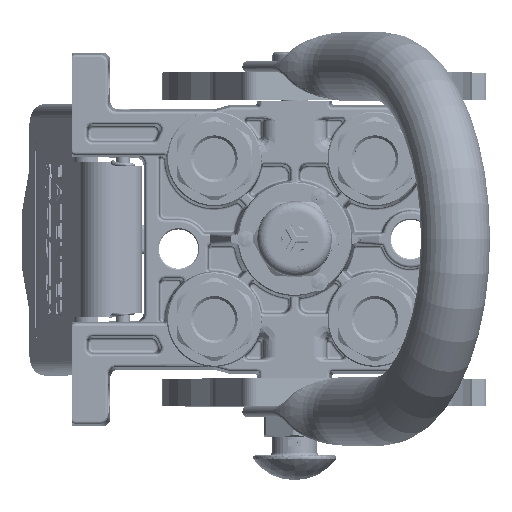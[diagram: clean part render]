
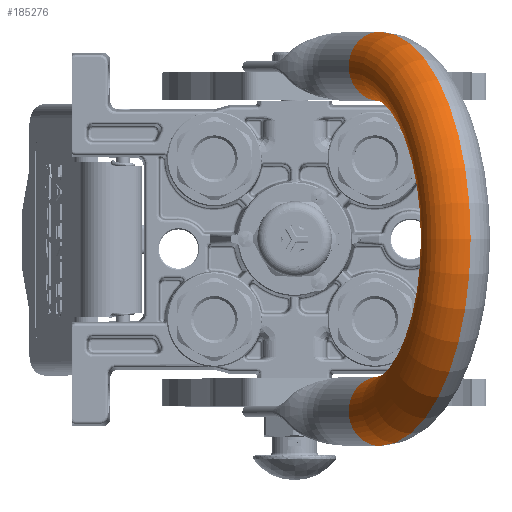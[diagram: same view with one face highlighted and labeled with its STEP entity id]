
A CAD part, top view. The second image highlights one B-rep face of the part: STEP entity #185276.
In plain terms, the highlighted toroidal (fillet/blend) face has major radius 62.25 mm and minor radius 12.5 mm.
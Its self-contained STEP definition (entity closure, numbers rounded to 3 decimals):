
#10661 = ORIENTED_EDGE ( 'NONE', *, *, #27606, .T. ) ;
#11198 = AXIS2_PLACEMENT_3D ( 'NONE', #218032, #31092, #118593 ) ;
#14974 = EDGE_LOOP ( 'NONE', ( #10661, #18316, #183501, #42348 ) ) ;
#18316 = ORIENTED_EDGE ( 'NONE', *, *, #129916, .F. ) ;
#26587 = VERTEX_POINT ( 'NONE', #194486 ) ;
#27606 = EDGE_CURVE ( 'NONE', #131896, #56546, #152242, .T. ) ;
#28633 = CARTESIAN_POINT ( 'NONE',  ( 49.75, 0., 25.25 ) ) ;
#31092 = DIRECTION ( 'NONE',  ( 0., 1., 0. ) ) ;
#40705 = TOROIDAL_SURFACE ( 'NONE', #11198, 62.25, 12.5 ) ;
#42348 = ORIENTED_EDGE ( 'NONE', *, *, #212339, .T. ) ;
#44876 = CARTESIAN_POINT ( 'NONE',  ( -74.75, 0., 25.25 ) ) ;
#56546 = VERTEX_POINT ( 'NONE', #28633 ) ;
#57272 = CARTESIAN_POINT ( 'NONE',  ( 0., 0., 25.25 ) ) ;
#67220 = DIRECTION ( 'NONE',  ( -1., 0., 0. ) ) ;
#71898 = CARTESIAN_POINT ( 'NONE',  ( 62.25, 0., 25.25 ) ) ;
#76119 = AXIS2_PLACEMENT_3D ( 'NONE', #71898, #157143, #189883 ) ;
#78371 = CIRCLE ( 'NONE', #76119, 12.5 ) ;
#80462 = FACE_OUTER_BOUND ( 'NONE', #14974, .T. ) ;
#92135 = DIRECTION ( 'NONE',  ( 0., 1., 0. ) ) ;
#96558 = AXIS2_PLACEMENT_3D ( 'NONE', #57272, #92135, #177456 ) ;
#98296 = CARTESIAN_POINT ( 'NONE',  ( -49.75, 0., 25.25 ) ) ;
#99760 = VERTEX_POINT ( 'NONE', #44876 ) ;
#114095 = EDGE_CURVE ( 'NONE', #99760, #26587, #150801, .T. ) ;
#117647 = CARTESIAN_POINT ( 'NONE',  ( 0., 0., 25.25 ) ) ;
#118507 = CARTESIAN_POINT ( 'NONE',  ( -62.25, 0., 25.25 ) ) ;
#118593 = DIRECTION ( 'NONE',  ( 1., 0., 0. ) ) ;
#129869 = AXIS2_PLACEMENT_3D ( 'NONE', #118507, #203079, #151854 ) ;
#129916 = EDGE_CURVE ( 'NONE', #26587, #56546, #78371, .T. ) ;
#131896 = VERTEX_POINT ( 'NONE', #98296 ) ;
#150801 = CIRCLE ( 'NONE', #96558, 74.75 ) ;
#150968 = AXIS2_PLACEMENT_3D ( 'NONE', #117647, #168781, #67220 ) ;
#151854 = DIRECTION ( 'NONE',  ( -1., 0., 0. ) ) ;
#152242 = CIRCLE ( 'NONE', #150968, 49.75 ) ;
#157143 = DIRECTION ( 'NONE',  ( 0., 0., -1. ) ) ;
#168781 = DIRECTION ( 'NONE',  ( 0., 1., 0. ) ) ;
#177456 = DIRECTION ( 'NONE',  ( -1., 0., 0. ) ) ;
#183501 = ORIENTED_EDGE ( 'NONE', *, *, #114095, .F. ) ;
#185276 = ADVANCED_FACE ( 'NONE', ( #80462 ), #40705, .T. ) ;
#189883 = DIRECTION ( 'NONE',  ( 1., 0., 0. ) ) ;
#190364 = CIRCLE ( 'NONE', #129869, 12.5 ) ;
#194486 = CARTESIAN_POINT ( 'NONE',  ( 74.75, 0., 25.25 ) ) ;
#203079 = DIRECTION ( 'NONE',  ( 0., 0., 1. ) ) ;
#212339 = EDGE_CURVE ( 'NONE', #99760, #131896, #190364, .T. ) ;
#218032 = CARTESIAN_POINT ( 'NONE',  ( 0., 0., 25.25 ) ) ;
